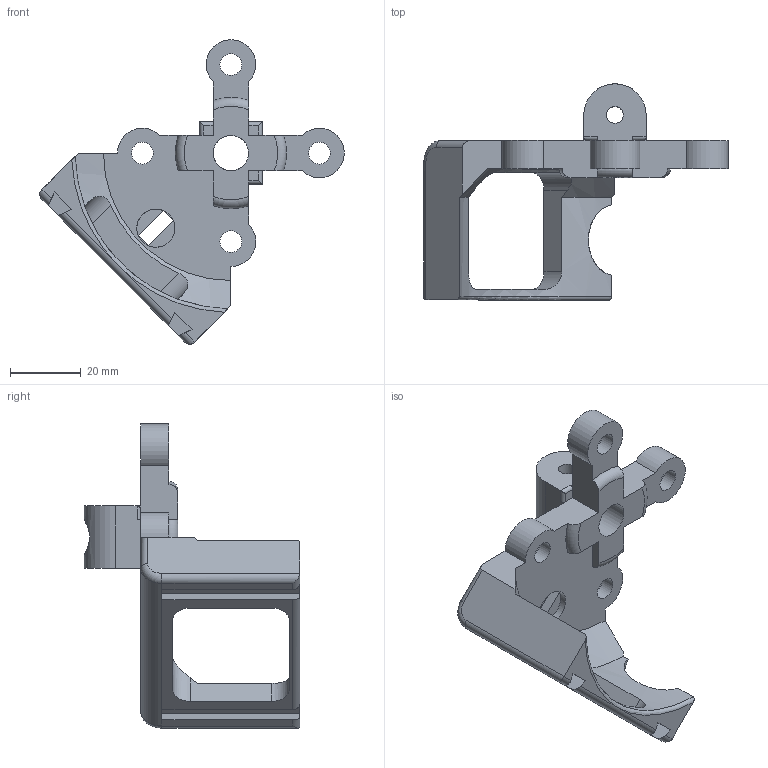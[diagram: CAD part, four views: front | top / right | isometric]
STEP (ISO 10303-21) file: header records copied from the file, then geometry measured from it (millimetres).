
FILE_DESCRIPTION(/* description */ (''),/* implementation_level */ '2;1');
FILE_NAME(/* name */ 'franka_connector.stp',/* time_stamp */ '2021-06-11T09:30:51+02:00',/* author */ ('fraaw'),/* organization */ (''),/* preprocessor_version */ 'ST-DEVELOPER v18.1',/* originating_system */ 'Autodesk Inventor 2022',/* authorisation */ '');
FILE_SCHEMA (('AUTOMOTIVE_DESIGN { 1 0 10303 214 3 1 1 }'));
Length unit declared in the file: millimetre
Products named in the file (1): franka_connector
Bounding box: 85.94 x 61 x 85.94 mm (x, y, z)
Volume: 33063.4 mm3; surface area: 15391.9 mm2
Topology: 1 solids, 1 shells, 100 faces, 264 edges, 169 vertices
Faces by surface type: plane 55, cylinder 36, torus 7, bspline 1, cone 1
Full cylindrical faces by diameter (mm): 4.8 x2, 6.2 x4, 10 x1, 10.1 x4, 10.77 x1
Entity records: 3388 total; most frequent: CARTESIAN_POINT 808, ORIENTED_EDGE 528, DIRECTION 522, EDGE_CURVE 264, AXIS2_PLACEMENT_3D 181, VERTEX_POINT 169, LINE 160, VECTOR 160
